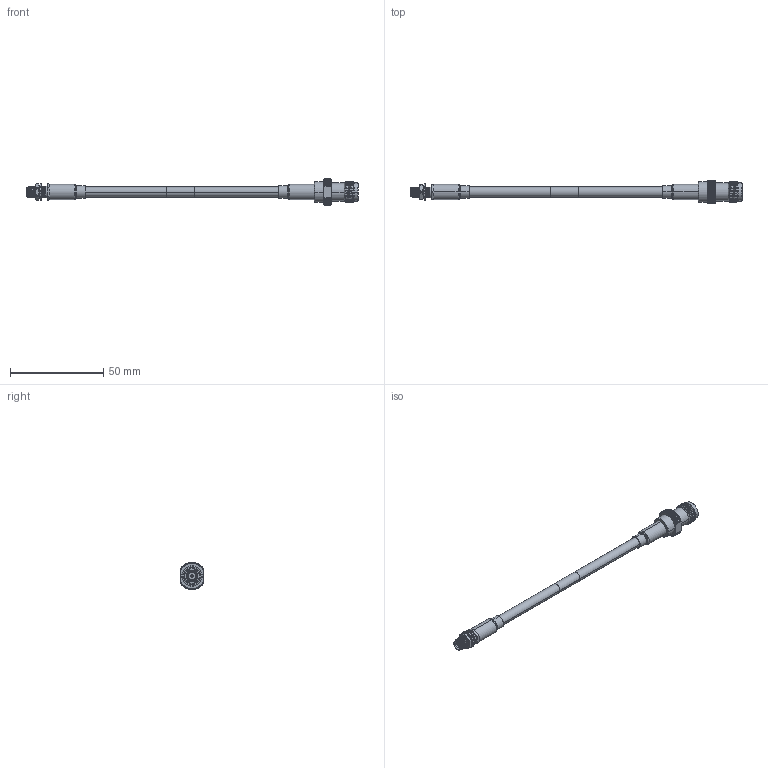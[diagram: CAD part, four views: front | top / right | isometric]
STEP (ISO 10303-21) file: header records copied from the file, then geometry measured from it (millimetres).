
FILE_DESCRIPTION (( 'STEP AP203' ), '1' );
FILE_NAME ('FMCA2751.STEP', '2022-03-09T18:59:17', ( '' ), ( '' ), 'SwSTEP 2.0', 'SolidWorks 2021', '' );
FILE_SCHEMA (( 'CONFIG_CONTROL_DESIGN' ));
Length unit declared in the file: millimetre
Products named in the file (5): FMCN1748; CA-240-MA1_.75" Long; RG223_with label; FMCA2751; FMCN1752_WITH FERRULE
Assembly tree (5 placements, depth 2):
  FMCA2751
    RG223_with label
    FMCN1748
    CA-240-MA1_.75" Long  x2
    FMCN1752_WITH FERRULE
Bounding box: 178.01 x 12.7 x 14.47 mm (x, y, z)
Volume: 5791.9 mm3; surface area: 8167.6 mm2
Topology: 12 solids, 12 shells, 630 faces, 1471 edges, 891 vertices
Faces by surface type: plane 190, cylinder 174, cone 156, bspline 90, torus 20
Entity records: 38440 total; most frequent: CARTESIAN_POINT 25268, ORIENTED_EDGE 2854, DIRECTION 2333, EDGE_CURVE 1427, AXIS2_PLACEMENT_3D 955, VERTEX_POINT 867, EDGE_LOOP 648, ADVANCED_FACE 608
